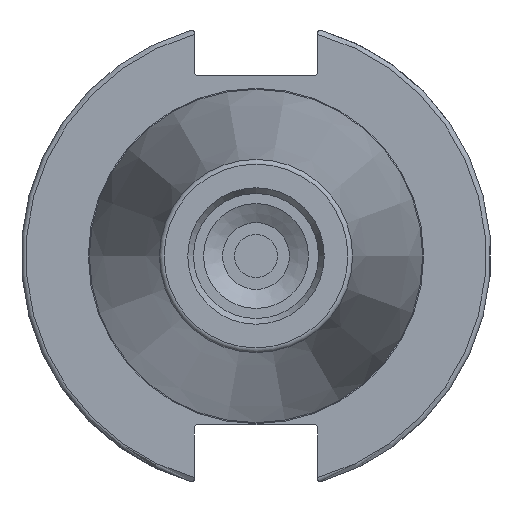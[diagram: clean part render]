
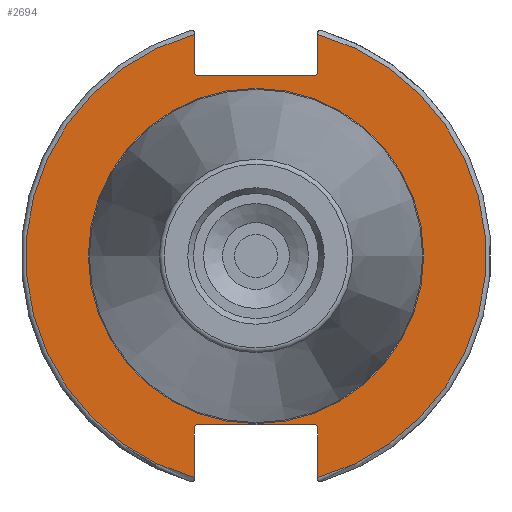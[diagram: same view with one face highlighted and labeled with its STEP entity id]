
A CAD part, left-side view. The second image highlights one B-rep face of the part: STEP entity #2694.
In plain terms, the highlighted planar face has unit normal (-1, 0, 0).
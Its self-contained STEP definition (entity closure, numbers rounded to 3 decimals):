
#433=FACE_BOUND('',#699,.T.);
#451=PLANE('',#3070);
#542=FACE_OUTER_BOUND('',#698,.T.);
#698=EDGE_LOOP('',(#1983,#1984,#1985,#1986,#1987,#1988,#1989,#1990,#1991,
#1992,#1993,#1994));
#699=EDGE_LOOP('',(#1995));
#856=LINE('',#4320,#1053);
#857=LINE('',#4322,#1054);
#858=LINE('',#4324,#1055);
#859=LINE('',#4326,#1056);
#860=LINE('',#4328,#1057);
#861=LINE('',#4332,#1058);
#862=LINE('',#4334,#1059);
#863=LINE('',#4336,#1060);
#864=LINE('',#4338,#1061);
#865=LINE('',#4339,#1062);
#1053=VECTOR('',#3457,10.);
#1054=VECTOR('',#3458,10.);
#1055=VECTOR('',#3459,10.);
#1056=VECTOR('',#3460,10.);
#1057=VECTOR('',#3461,10.);
#1058=VECTOR('',#3464,10.);
#1059=VECTOR('',#3465,10.);
#1060=VECTOR('',#3466,10.);
#1061=VECTOR('',#3467,10.);
#1062=VECTOR('',#3468,10.);
#1258=CIRCLE('',#3068,35.125);
#1260=CIRCLE('',#3071,48.213);
#1261=CIRCLE('',#3072,48.213);
#1369=VERTEX_POINT('',#4311);
#1370=VERTEX_POINT('',#4316);
#1371=VERTEX_POINT('',#4317);
#1372=VERTEX_POINT('',#4319);
#1373=VERTEX_POINT('',#4321);
#1374=VERTEX_POINT('',#4323);
#1375=VERTEX_POINT('',#4325);
#1376=VERTEX_POINT('',#4327);
#1377=VERTEX_POINT('',#4329);
#1378=VERTEX_POINT('',#4331);
#1379=VERTEX_POINT('',#4333);
#1380=VERTEX_POINT('',#4335);
#1381=VERTEX_POINT('',#4337);
#1606=EDGE_CURVE('',#1369,#1369,#1258,.T.);
#1608=EDGE_CURVE('',#1370,#1371,#1260,.T.);
#1609=EDGE_CURVE('',#1370,#1372,#856,.T.);
#1610=EDGE_CURVE('',#1373,#1372,#857,.T.);
#1611=EDGE_CURVE('',#1373,#1374,#858,.T.);
#1612=EDGE_CURVE('',#1375,#1374,#859,.T.);
#1613=EDGE_CURVE('',#1375,#1376,#860,.T.);
#1614=EDGE_CURVE('',#1377,#1376,#1261,.T.);
#1615=EDGE_CURVE('',#1377,#1378,#861,.T.);
#1616=EDGE_CURVE('',#1379,#1378,#862,.T.);
#1617=EDGE_CURVE('',#1379,#1380,#863,.T.);
#1618=EDGE_CURVE('',#1381,#1380,#864,.T.);
#1619=EDGE_CURVE('',#1381,#1371,#865,.T.);
#1983=ORIENTED_EDGE('',*,*,#1608,.F.);
#1984=ORIENTED_EDGE('',*,*,#1609,.T.);
#1985=ORIENTED_EDGE('',*,*,#1610,.F.);
#1986=ORIENTED_EDGE('',*,*,#1611,.T.);
#1987=ORIENTED_EDGE('',*,*,#1612,.F.);
#1988=ORIENTED_EDGE('',*,*,#1613,.T.);
#1989=ORIENTED_EDGE('',*,*,#1614,.F.);
#1990=ORIENTED_EDGE('',*,*,#1615,.T.);
#1991=ORIENTED_EDGE('',*,*,#1616,.F.);
#1992=ORIENTED_EDGE('',*,*,#1617,.T.);
#1993=ORIENTED_EDGE('',*,*,#1618,.F.);
#1994=ORIENTED_EDGE('',*,*,#1619,.T.);
#1995=ORIENTED_EDGE('',*,*,#1606,.F.);
#2694=ADVANCED_FACE('',(#542,#433),#451,.T.);
#3068=AXIS2_PLACEMENT_3D('',#4313,#3449,#3450);
#3070=AXIS2_PLACEMENT_3D('',#4315,#3453,#3454);
#3071=AXIS2_PLACEMENT_3D('',#4318,#3455,#3456);
#3072=AXIS2_PLACEMENT_3D('',#4330,#3462,#3463);
#3449=DIRECTION('center_axis',(-1.,0.,0.));
#3450=DIRECTION('ref_axis',(0.,-1.,0.));
#3453=DIRECTION('center_axis',(-1.,0.,0.));
#3454=DIRECTION('ref_axis',(0.,0.,1.));
#3455=DIRECTION('center_axis',(1.,0.,0.));
#3456=DIRECTION('ref_axis',(0.,-1.,0.));
#3457=DIRECTION('',(0.,0.,-1.));
#3458=DIRECTION('',(0.,-0.707,0.707));
#3459=DIRECTION('',(0.,1.,0.));
#3460=DIRECTION('',(0.,-0.707,-0.707));
#3461=DIRECTION('',(0.,0.,1.));
#3462=DIRECTION('center_axis',(1.,0.,0.));
#3463=DIRECTION('ref_axis',(0.,1.,0.));
#3464=DIRECTION('',(0.,0.,1.));
#3465=DIRECTION('',(0.,0.707,-0.707));
#3466=DIRECTION('',(0.,-1.,0.));
#3467=DIRECTION('',(0.,0.707,0.707));
#3468=DIRECTION('',(0.,0.,-1.));
#4311=CARTESIAN_POINT('',(3.175,0.,35.125));
#4313=CARTESIAN_POINT('Origin',(3.175,0.,0.));
#4315=CARTESIAN_POINT('Origin',(3.175,49.213,0.));
#4316=CARTESIAN_POINT('',(3.175,-12.95,46.441));
#4317=CARTESIAN_POINT('',(3.175,-12.95,-46.441));
#4318=CARTESIAN_POINT('Origin',(3.175,0.,0.));
#4319=CARTESIAN_POINT('',(3.175,-12.95,38.219));
#4320=CARTESIAN_POINT('',(3.175,-12.95,18.86));
#4321=CARTESIAN_POINT('',(3.175,-12.45,37.719));
#4322=CARTESIAN_POINT('',(3.175,12.27,12.999));
#4323=CARTESIAN_POINT('',(3.175,12.45,37.719));
#4324=CARTESIAN_POINT('',(3.175,24.606,37.719));
#4325=CARTESIAN_POINT('',(3.175,12.95,38.219));
#4326=CARTESIAN_POINT('',(3.175,12.336,37.605));
#4327=CARTESIAN_POINT('',(3.175,12.95,46.441));
#4328=CARTESIAN_POINT('',(3.175,12.95,18.86));
#4329=CARTESIAN_POINT('',(3.175,12.95,-46.441));
#4330=CARTESIAN_POINT('Origin',(3.175,0.,0.));
#4331=CARTESIAN_POINT('',(3.175,12.95,-35.806));
#4332=CARTESIAN_POINT('',(3.175,12.95,-17.653));
#4333=CARTESIAN_POINT('',(3.175,12.45,-35.306));
#4334=CARTESIAN_POINT('',(3.175,12.939,-35.795));
#4335=CARTESIAN_POINT('',(3.175,-12.45,-35.306));
#4336=CARTESIAN_POINT('',(3.175,24.606,-35.306));
#4337=CARTESIAN_POINT('',(3.175,-12.95,-35.806));
#4338=CARTESIAN_POINT('',(3.175,11.667,-11.189));
#4339=CARTESIAN_POINT('',(3.175,-12.95,-17.653));
